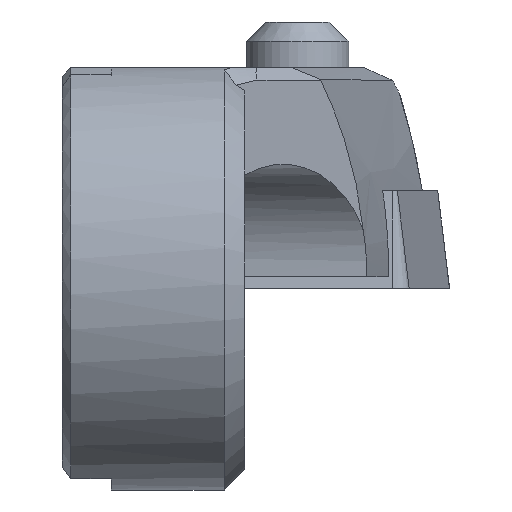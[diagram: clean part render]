
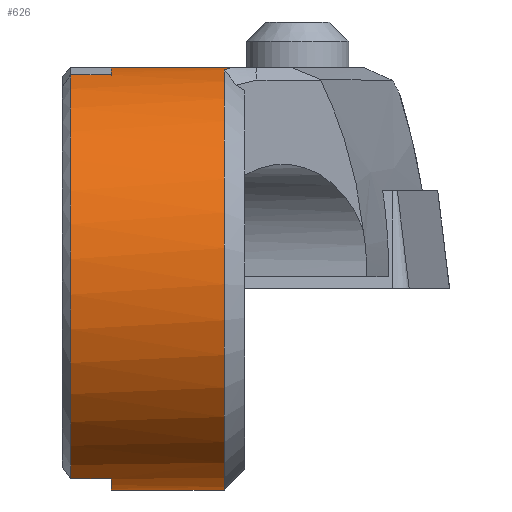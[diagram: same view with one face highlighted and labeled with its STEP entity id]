
A CAD part, left-side view. The second image highlights one B-rep face of the part: STEP entity #626.
In plain terms, the highlighted cylindrical face has radius 5.2 mm (diameter 10.4 mm), a partial arc.
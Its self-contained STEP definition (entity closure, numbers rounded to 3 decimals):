
#604=VERTEX_POINT('NONE',#1735);
#616=EDGE_CURVE('NONE',#1506,#1436,#1749,.F.);
#626=ADVANCED_FACE('NONE',(#1759),#1760,.T.);
#768=VERTEX_POINT('NONE',#1916);
#840=VERTEX_POINT('NONE',#1994);
#950=EDGE_CURVE('NONE',#1506,#974,#2115,.F.);
#974=VERTEX_POINT('NONE',#2140);
#986=EDGE_CURVE('NONE',#1436,#1604,#2154,.F.);
#1002=EDGE_CURVE('NONE',#1604,#840,#2172,.T.);
#1014=EDGE_CURVE('NONE',#768,#1366,#2184,.F.);
#1138=EDGE_CURVE('NONE',#1360,#1366,#2327,.T.);
#1170=EDGE_CURVE('NONE',#1360,#604,#2363,.T.);
#1228=EDGE_CURVE('NONE',#604,#974,#2429,.T.);
#1360=VERTEX_POINT('NONE',#2578);
#1366=VERTEX_POINT('NONE',#2585);
#1404=EDGE_CURVE('NONE',#840,#768,#2628,.F.);
#1436=VERTEX_POINT('NONE',#2664);
#1506=VERTEX_POINT('NONE',#2739);
#1604=VERTEX_POINT('NONE',#2844);
#1735=CARTESIAN_POINT('',(-1.238,-3.95,-2.792));
#1749=CIRCLE('',#2997,5.2);
#1759=FACE_OUTER_BOUND('',#3010,.T.);
#1760=CYLINDRICAL_SURFACE('',#3011,5.2);
#1916=CARTESIAN_POINT('',(-1.65,-1.2,-12.774));
#1994=CARTESIAN_POINT('',(-1.65,-0.2,-12.774));
#2115=LINE('',#3533,#3534);
#2140=CARTESIAN_POINT('',(-1.015,-4.112,-2.743));
#2154=LINE('',#3587,#3588);
#2172=CIRCLE('',#3610,5.2);
#2184=CIRCLE('',#3629,5.2);
#2327=LINE('',#3853,#3854);
#2363=CIRCLE('',#3897,5.2);
#2429=B_SPLINE_CURVE_WITH_KNOTS('',3,(#4000,#4001,#4002,#4003),.UNSPECIFIED.,.F.,.F.,(4,4),(0.0,0.197),.UNSPECIFIED.);
#2578=CARTESIAN_POINT('',(0.,-3.95,-13.043));
#2585=CARTESIAN_POINT('',(0.,-1.2,-13.043));
#2628=LINE('',#4275,#4276);
#2664=CARTESIAN_POINT('',(-1.65,-1.2,-2.912));
#2739=CARTESIAN_POINT('',(-1.015,-1.2,-2.743));
#2844=CARTESIAN_POINT('',(-1.65,-0.2,-2.912));
#2997=AXIS2_PLACEMENT_3D('',#5661,#5662,#5663);
#3010=EDGE_LOOP('',(#5669,#5670,#5671,#5672,#5673,#5674,#5675,#5676,#5677));
#3011=AXIS2_PLACEMENT_3D('',#5678,#5679,#5680);
#3533=CARTESIAN_POINT('',(-1.015,-10.0,-2.743));
#3534=VECTOR('',#6074,1.0);
#3587=CARTESIAN_POINT('',(-1.65,-10.0,-2.912));
#3588=VECTOR('',#6118,1.0);
#3610=AXIS2_PLACEMENT_3D('',#6142,#6143,#6144);
#3629=AXIS2_PLACEMENT_3D('',#6153,#6154,#6155);
#3853=CARTESIAN_POINT('',(0.,-10.0,-13.043));
#3854=VECTOR('',#6360,1000.0);
#3897=AXIS2_PLACEMENT_3D('',#6426,#6427,#6428);
#4000=CARTESIAN_POINT('',(-1.238,-3.95,-2.792));
#4001=CARTESIAN_POINT('',(-1.164,-4.004,-2.774));
#4002=CARTESIAN_POINT('',(-1.089,-4.058,-2.758));
#4003=CARTESIAN_POINT('',(-1.015,-4.112,-2.743));
#4275=CARTESIAN_POINT('',(-1.65,-10.0,-12.774));
#4276=VECTOR('',#6778,1.0);
#5661=CARTESIAN_POINT('',(0.,-1.2,-7.843));
#5662=DIRECTION('',(0.,1.0,0.));
#5663=DIRECTION('',(0.,0.,-1.0));
#5669=ORIENTED_EDGE('',*,*,#1138,.F.);
#5670=ORIENTED_EDGE('',*,*,#1170,.T.);
#5671=ORIENTED_EDGE('',*,*,#1228,.T.);
#5672=ORIENTED_EDGE('',*,*,#950,.F.);
#5673=ORIENTED_EDGE('',*,*,#616,.T.);
#5674=ORIENTED_EDGE('',*,*,#986,.T.);
#5675=ORIENTED_EDGE('',*,*,#1002,.T.);
#5676=ORIENTED_EDGE('',*,*,#1404,.T.);
#5677=ORIENTED_EDGE('',*,*,#1014,.T.);
#5678=CARTESIAN_POINT('',(0.,-10.0,-7.843));
#5679=DIRECTION('',(0.,1.0,0.));
#5680=DIRECTION('',(0.,0.,-1.0));
#6074=DIRECTION('',(0.,1.0,0.));
#6118=DIRECTION('',(0.,-1.0,0.));
#6142=CARTESIAN_POINT('',(0.,-0.2,-7.843));
#6143=DIRECTION('',(0.,-1.0,0.));
#6144=DIRECTION('',(0.,0.,-1.0));
#6153=CARTESIAN_POINT('',(0.,-1.2,-7.843));
#6154=DIRECTION('',(0.,1.0,0.));
#6155=DIRECTION('',(0.,0.,-1.0));
#6360=DIRECTION('',(0.,1.0,0.));
#6426=CARTESIAN_POINT('',(0.,-3.95,-7.843));
#6427=DIRECTION('',(0.,1.0,0.));
#6428=DIRECTION('',(0.,0.,-1.0));
#6778=DIRECTION('',(0.,1.0,0.));
